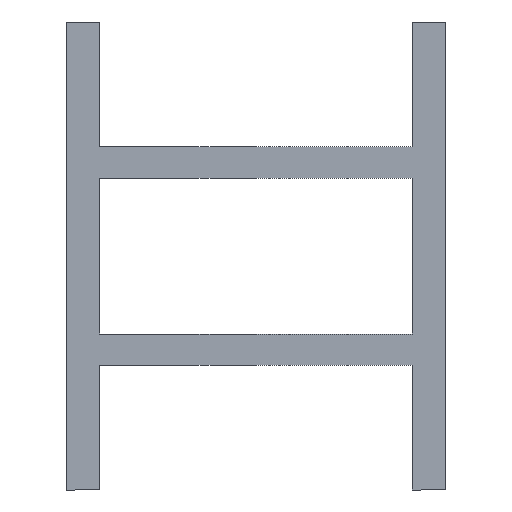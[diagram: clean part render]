
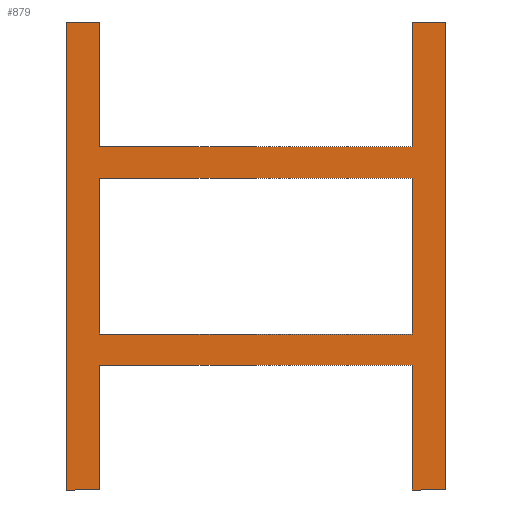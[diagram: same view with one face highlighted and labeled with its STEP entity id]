
A CAD part, front view. The second image highlights one B-rep face of the part: STEP entity #879.
In plain terms, the highlighted planar face has unit normal (0, -1, 0).
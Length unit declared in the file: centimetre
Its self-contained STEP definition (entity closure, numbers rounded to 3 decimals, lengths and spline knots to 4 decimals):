
#31 = VECTOR ( 'NONE', #1188, 100. ) ;
#32 = CARTESIAN_POINT ( 'NONE',  ( 34.7, -21.1, -43.9 ) ) ;
#48 = EDGE_CURVE ( 'NONE', #1259, #333, #741, .T. ) ;
#70 = ORIENTED_EDGE ( 'NONE', *, *, #530, .F. ) ;
#72 = DIRECTION ( 'NONE',  ( 0., 0., -1. ) ) ;
#85 = VERTEX_POINT ( 'NONE', #733 ) ;
#116 = VERTEX_POINT ( 'NONE', #1520 ) ;
#120 = DIRECTION ( 'NONE',  ( 0., 0., -1. ) ) ;
#131 = LINE ( 'NONE', #649, #1233 ) ;
#145 = DIRECTION ( 'NONE',  ( -1., 0., 0. ) ) ;
#149 = ORIENTED_EDGE ( 'NONE', *, *, #1123, .T. ) ;
#153 = DIRECTION ( 'NONE',  ( -1., 0., 0. ) ) ;
#157 = DIRECTION ( 'NONE',  ( 0., 0., -1. ) ) ;
#164 = ORIENTED_EDGE ( 'NONE', *, *, #853, .T. ) ;
#189 = AXIS2_PLACEMENT_3D ( 'NONE', #627, #386, #914 ) ;
#198 = VECTOR ( 'NONE', #466, 100. ) ;
#205 = CARTESIAN_POINT ( 'NONE',  ( -1.5, -21.1, 1.1 ) ) ;
#208 = DIRECTION ( 'NONE',  ( 0., 0., -1. ) ) ;
#234 = ORIENTED_EDGE ( 'NONE', *, *, #995, .F. ) ;
#250 = CARTESIAN_POINT ( 'NONE',  ( -1.5, -21.1, -43.9 ) ) ;
#271 = VERTEX_POINT ( 'NONE', #785 ) ;
#301 = ORIENTED_EDGE ( 'NONE', *, *, #1215, .F. ) ;
#303 = DIRECTION ( 'NONE',  ( -1., 0., 0. ) ) ;
#319 = LINE ( 'NONE', #1027, #1531 ) ;
#333 = VERTEX_POINT ( 'NONE', #1579 ) ;
#341 = ORIENTED_EDGE ( 'NONE', *, *, #1429, .T. ) ;
#380 = EDGE_CURVE ( 'NONE', #694, #874, #1457, .T. ) ;
#386 = DIRECTION ( 'NONE',  ( 0., 1., 0. ) ) ;
#387 = ORIENTED_EDGE ( 'NONE', *, *, #1312, .T. ) ;
#405 = EDGE_CURVE ( 'NONE', #1568, #874, #1327, .T. ) ;
#406 = LINE ( 'NONE', #1100, #31 ) ;
#425 = ORIENTED_EDGE ( 'NONE', *, *, #786, .F. ) ;
#434 = VECTOR ( 'NONE', #744, 100. ) ;
#455 = EDGE_LOOP ( 'NONE', ( #916, #341, #301, #1291 ) ) ;
#460 = VECTOR ( 'NONE', #1689, 100. ) ;
#463 = VERTEX_POINT ( 'NONE', #1211 ) ;
#466 = DIRECTION ( 'NONE',  ( -1., 0., 0. ) ) ;
#511 = CARTESIAN_POINT ( 'NONE',  ( 31.6, -21.1, -43.9 ) ) ;
#520 = VERTEX_POINT ( 'NONE', #1472 ) ;
#530 = EDGE_CURVE ( 'NONE', #1568, #85, #406, .T. ) ;
#553 = EDGE_LOOP ( 'NONE', ( #70, #1009, #1396, #234, #957, #164, #387, #653, #848, #149, #425, #776 ) ) ;
#577 = VERTEX_POINT ( 'NONE', #659 ) ;
#602 = CARTESIAN_POINT ( 'NONE',  ( 1.6, -21.1, 1.11 ) ) ;
#627 = CARTESIAN_POINT ( 'NONE',  ( -1.5, -21.1, 1.11 ) ) ;
#640 = CARTESIAN_POINT ( 'NONE',  ( 1.6, -21.1, -13.9 ) ) ;
#643 = CARTESIAN_POINT ( 'NONE',  ( 16.6, -21.1, -13.9 ) ) ;
#649 = CARTESIAN_POINT ( 'NONE',  ( 34.7, -21.1, 1.1 ) ) ;
#653 = ORIENTED_EDGE ( 'NONE', *, *, #1517, .F. ) ;
#659 = CARTESIAN_POINT ( 'NONE',  ( 31.6, -21.1, -28.9 ) ) ;
#664 = DIRECTION ( 'NONE',  ( 0., 0., -1. ) ) ;
#680 = LINE ( 'NONE', #1004, #1536 ) ;
#694 = VERTEX_POINT ( 'NONE', #1522 ) ;
#728 = LINE ( 'NONE', #1209, #1126 ) ;
#733 = CARTESIAN_POINT ( 'NONE',  ( 1.6, -21.1, -31.9 ) ) ;
#741 = LINE ( 'NONE', #205, #198 ) ;
#744 = DIRECTION ( 'NONE',  ( 0., 0., -1. ) ) ;
#748 = EDGE_CURVE ( 'NONE', #1111, #577, #1632, .T. ) ;
#776 = ORIENTED_EDGE ( 'NONE', *, *, #1039, .F. ) ;
#785 = CARTESIAN_POINT ( 'NONE',  ( -1.6, -21.1, -43.9 ) ) ;
#786 = EDGE_CURVE ( 'NONE', #463, #271, #1044, .T. ) ;
#804 = LINE ( 'NONE', #1607, #1479 ) ;
#832 = CARTESIAN_POINT ( 'NONE',  ( 1.6, -21.1, -10.9 ) ) ;
#848 = ORIENTED_EDGE ( 'NONE', *, *, #48, .T. ) ;
#853 = EDGE_CURVE ( 'NONE', #1461, #520, #1304, .T. ) ;
#874 = VERTEX_POINT ( 'NONE', #511 ) ;
#877 = FACE_BOUND ( 'NONE', #455, .T. ) ;
#879 = ADVANCED_FACE ( 'NONE', ( #1565, #877 ), #1030, .F. ) ;
#880 = DIRECTION ( 'NONE',  ( -1., 0., 0. ) ) ;
#883 = DIRECTION ( 'NONE',  ( -1., 0., 0. ) ) ;
#903 = DIRECTION ( 'NONE',  ( -1., 0., 0. ) ) ;
#907 = LINE ( 'NONE', #1166, #460 ) ;
#914 = DIRECTION ( 'NONE',  ( -1., 0., 0. ) ) ;
#916 = ORIENTED_EDGE ( 'NONE', *, *, #748, .T. ) ;
#937 = VERTEX_POINT ( 'NONE', #1178 ) ;
#957 = ORIENTED_EDGE ( 'NONE', *, *, #1351, .T. ) ;
#995 = EDGE_CURVE ( 'NONE', #116, #694, #728, .T. ) ;
#1004 = CARTESIAN_POINT ( 'NONE',  ( 1.6, -21.1, 1.11 ) ) ;
#1009 = ORIENTED_EDGE ( 'NONE', *, *, #405, .T. ) ;
#1027 = CARTESIAN_POINT ( 'NONE',  ( 16.6, -21.1, -28.9 ) ) ;
#1030 = PLANE ( 'NONE',  #189 ) ;
#1032 = CARTESIAN_POINT ( 'NONE',  ( -1.6, -21.1, 1.11 ) ) ;
#1039 = EDGE_CURVE ( 'NONE', #85, #463, #680, .T. ) ;
#1044 = LINE ( 'NONE', #250, #1346 ) ;
#1048 = VECTOR ( 'NONE', #120, 100. ) ;
#1059 = CARTESIAN_POINT ( 'NONE',  ( 31.6, -21.1, -31.9 ) ) ;
#1095 = VECTOR ( 'NONE', #664, 100. ) ;
#1100 = CARTESIAN_POINT ( 'NONE',  ( 16.6, -21.1, -31.9 ) ) ;
#1111 = VERTEX_POINT ( 'NONE', #1360 ) ;
#1123 = EDGE_CURVE ( 'NONE', #333, #271, #1660, .T. ) ;
#1126 = VECTOR ( 'NONE', #157, 100. ) ;
#1166 = CARTESIAN_POINT ( 'NONE',  ( 1.6, -21.1, 1.11 ) ) ;
#1178 = CARTESIAN_POINT ( 'NONE',  ( 1.6, -21.1, -28.9 ) ) ;
#1188 = DIRECTION ( 'NONE',  ( -1., 0., 0. ) ) ;
#1209 = CARTESIAN_POINT ( 'NONE',  ( 34.8, -21.1, 1.11 ) ) ;
#1211 = CARTESIAN_POINT ( 'NONE',  ( 1.6, -21.1, -43.9 ) ) ;
#1215 = EDGE_CURVE ( 'NONE', #1566, #937, #907, .T. ) ;
#1233 = VECTOR ( 'NONE', #303, 100. ) ;
#1240 = EDGE_CURVE ( 'NONE', #1111, #1566, #1533, .T. ) ;
#1250 = LINE ( 'NONE', #602, #1426 ) ;
#1259 = VERTEX_POINT ( 'NONE', #1589 ) ;
#1291 = ORIENTED_EDGE ( 'NONE', *, *, #1240, .F. ) ;
#1304 = LINE ( 'NONE', #1693, #1048 ) ;
#1312 = EDGE_CURVE ( 'NONE', #520, #1362, #804, .T. ) ;
#1327 = LINE ( 'NONE', #1341, #1095 ) ;
#1341 = CARTESIAN_POINT ( 'NONE',  ( 31.6, -21.1, 1.11 ) ) ;
#1344 = VECTOR ( 'NONE', #880, 100. ) ;
#1346 = VECTOR ( 'NONE', #903, 100. ) ;
#1351 = EDGE_CURVE ( 'NONE', #116, #1461, #131, .T. ) ;
#1360 = CARTESIAN_POINT ( 'NONE',  ( 31.6, -21.1, -13.9 ) ) ;
#1362 = VERTEX_POINT ( 'NONE', #832 ) ;
#1381 = DIRECTION ( 'NONE',  ( 0., 0., -1. ) ) ;
#1396 = ORIENTED_EDGE ( 'NONE', *, *, #380, .F. ) ;
#1426 = VECTOR ( 'NONE', #72, 100. ) ;
#1429 = EDGE_CURVE ( 'NONE', #577, #937, #319, .T. ) ;
#1457 = LINE ( 'NONE', #32, #1583 ) ;
#1461 = VERTEX_POINT ( 'NONE', #1527 ) ;
#1472 = CARTESIAN_POINT ( 'NONE',  ( 31.6, -21.1, -10.9 ) ) ;
#1479 = VECTOR ( 'NONE', #153, 100. ) ;
#1507 = VECTOR ( 'NONE', #1381, 100. ) ;
#1517 = EDGE_CURVE ( 'NONE', #1259, #1362, #1250, .T. ) ;
#1520 = CARTESIAN_POINT ( 'NONE',  ( 34.8, -21.1, 1.1 ) ) ;
#1522 = CARTESIAN_POINT ( 'NONE',  ( 34.8, -21.1, -43.9 ) ) ;
#1527 = CARTESIAN_POINT ( 'NONE',  ( 31.6, -21.1, 1.1 ) ) ;
#1531 = VECTOR ( 'NONE', #883, 100. ) ;
#1533 = LINE ( 'NONE', #643, #1344 ) ;
#1536 = VECTOR ( 'NONE', #208, 100. ) ;
#1565 = FACE_OUTER_BOUND ( 'NONE', #553, .T. ) ;
#1566 = VERTEX_POINT ( 'NONE', #640 ) ;
#1568 = VERTEX_POINT ( 'NONE', #1059 ) ;
#1579 = CARTESIAN_POINT ( 'NONE',  ( -1.6, -21.1, 1.1 ) ) ;
#1583 = VECTOR ( 'NONE', #145, 100. ) ;
#1589 = CARTESIAN_POINT ( 'NONE',  ( 1.6, -21.1, 1.1 ) ) ;
#1607 = CARTESIAN_POINT ( 'NONE',  ( 16.6, -21.1, -10.9 ) ) ;
#1632 = LINE ( 'NONE', #1649, #1507 ) ;
#1649 = CARTESIAN_POINT ( 'NONE',  ( 31.6, -21.1, 1.11 ) ) ;
#1660 = LINE ( 'NONE', #1032, #434 ) ;
#1689 = DIRECTION ( 'NONE',  ( 0., 0., -1. ) ) ;
#1693 = CARTESIAN_POINT ( 'NONE',  ( 31.6, -21.1, 1.11 ) ) ;
